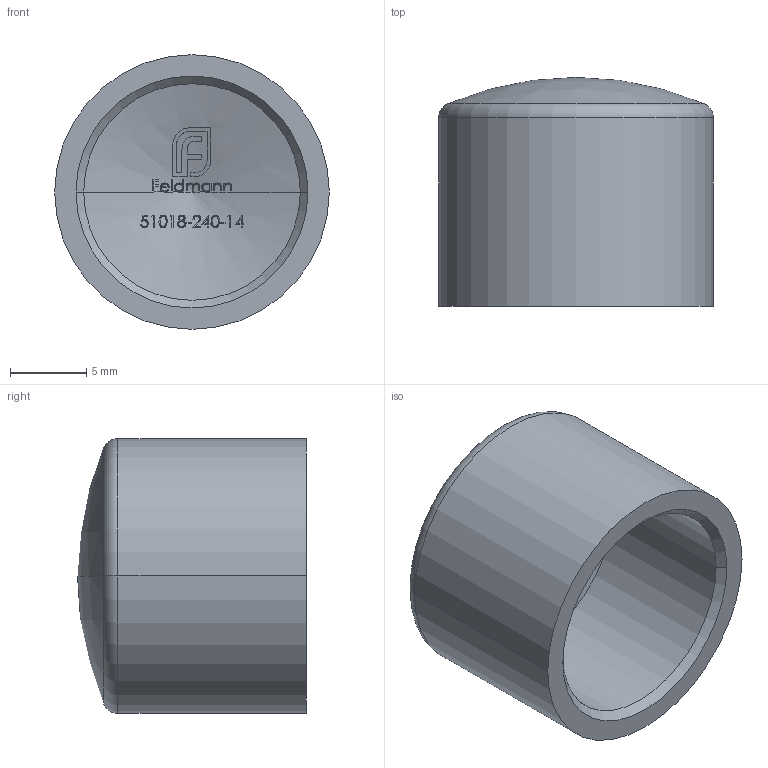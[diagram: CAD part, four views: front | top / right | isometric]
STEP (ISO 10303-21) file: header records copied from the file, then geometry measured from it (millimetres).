
FILE_DESCRIPTION (( 'STEP AP203' ), '1' );
FILE_NAME ('51018-240-14.step', '2021-02-10T12:13:37', ( '' ), ( '' ), 'SwSTEP 2.0', 'SolidWorks 2018', '' );
FILE_SCHEMA (( 'CONFIG_CONTROL_DESIGN' ));
Length unit declared in the file: millimetre
Products named in the file (2): 51018-240-14
Bounding box: 18 x 15 x 18 mm (x, y, z)
Volume: 1872.2 mm3; surface area: 1696.3 mm2
Topology: 1 solids, 1 shells, 305 faces, 814 edges, 532 vertices
Faces by surface type: plane 139, bspline 117, cone 41, cylinder 4, torus 2, sphere 2
Entity records: 14122 total; most frequent: CARTESIAN_POINT 7703, ORIENTED_EDGE 1624, EDGE_CURVE 812, DIRECTION 712, VERTEX_POINT 532, B_SPLINE_CURVE_WITH_KNOTS 496, EDGE_LOOP 328, FACE_OUTER_BOUND 305
